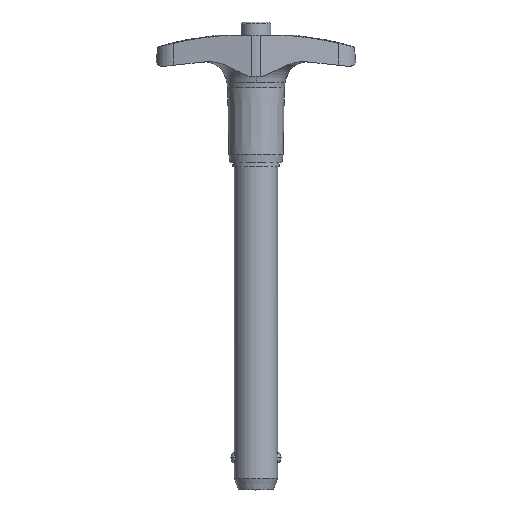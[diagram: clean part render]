
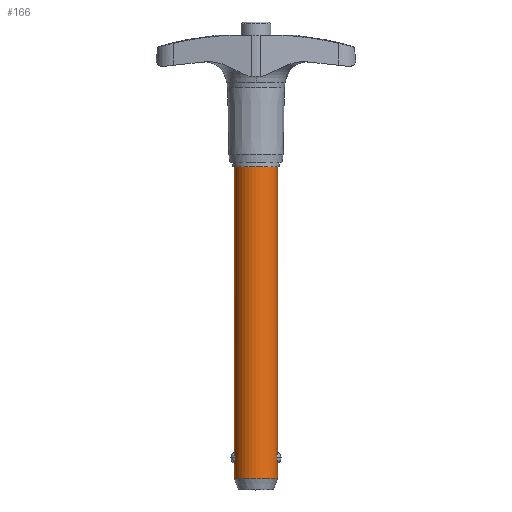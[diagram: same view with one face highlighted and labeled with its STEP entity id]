
A CAD part, top view. The second image highlights one B-rep face of the part: STEP entity #166.
In plain terms, the highlighted cylindrical face has radius 5.556 mm (diameter 11.113 mm), a partial arc.
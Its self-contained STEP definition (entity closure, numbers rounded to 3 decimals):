
#166=ADVANCED_FACE('',(#368),#369,.T.);
#368=FACE_OUTER_BOUND('',#603,.T.);
#369=CYLINDRICAL_SURFACE('',#604,5.556);
#603=EDGE_LOOP('',(#1052,#1053,#1054,#1055,#1056,#1057,#1058,#1059,#1060,#1061));
#604=AXIS2_PLACEMENT_3D('',#1062,#1063,#1064);
#1052=ORIENTED_EDGE('',*,*,#1621,.T.);
#1053=ORIENTED_EDGE('',*,*,#1622,.T.);
#1054=ORIENTED_EDGE('',*,*,#1564,.T.);
#1055=ORIENTED_EDGE('',*,*,#1623,.T.);
#1056=ORIENTED_EDGE('',*,*,#1624,.F.);
#1057=ORIENTED_EDGE('',*,*,#1625,.T.);
#1058=ORIENTED_EDGE('',*,*,#1545,.T.);
#1059=ORIENTED_EDGE('',*,*,#1626,.T.);
#1060=ORIENTED_EDGE('',*,*,#1627,.T.);
#1061=ORIENTED_EDGE('',*,*,#1486,.T.);
#1062=CARTESIAN_POINT('',(0.0,-41.656,0.0));
#1063=DIRECTION('',(-0.0,1.0,0.0));
#1064=DIRECTION('',(1.0,0.0,0.0));
#1486=EDGE_CURVE('',#1806,#1804,#1807,.T.);
#1545=EDGE_CURVE('',#1904,#1901,#1905,.T.);
#1564=EDGE_CURVE('',#1932,#1934,#1936,.T.);
#1621=EDGE_CURVE('',#1804,#2019,#2020,.T.);
#1622=EDGE_CURVE('',#2019,#1932,#2021,.T.);
#1623=EDGE_CURVE('',#1934,#2022,#2023,.T.);
#1624=EDGE_CURVE('',#2024,#2022,#2025,.T.);
#1625=EDGE_CURVE('',#2024,#1904,#2026,.T.);
#1626=EDGE_CURVE('',#1901,#2027,#2028,.T.);
#1627=EDGE_CURVE('',#2027,#1806,#2029,.T.);
#1804=VERTEX_POINT('',#2458);
#1806=VERTEX_POINT('',#2461);
#1807=CIRCLE('',#2462,5.556);
#1901=VERTEX_POINT('',#2720);
#1904=VERTEX_POINT('',#2723);
#1905=B_SPLINE_CURVE_WITH_KNOTS('',3,(#2724,#2725,#2726,#2727,#2728,#2729,#2730,#2731,#2732,#2733,#2734,#2735,#2736,#2737),.UNSPECIFIED.,.F.,.F.,(4,2,2,2,2,2,4),(6.359,6.724,7.09,7.309,7.529,8.003,8.478),.UNSPECIFIED.);
#1932=VERTEX_POINT('',#2885);
#1934=VERTEX_POINT('',#2887);
#1936=B_SPLINE_CURVE_WITH_KNOTS('',3,(#2902,#2903,#2904,#2905,#2906,#2907,#2908,#2909,#2910,#2911,#2912,#2913,#2914,#2915),.UNSPECIFIED.,.F.,.F.,(4,2,2,2,2,2,4),(4.239,4.714,5.188,5.408,5.627,5.993,6.359),.UNSPECIFIED.);
#2019=VERTEX_POINT('',#3177);
#2020=LINE('',#3178,#3179);
#2021=B_SPLINE_CURVE_WITH_KNOTS('',3,(#3180,#3181,#3182,#3183,#3184,#3185,#3186,#3187,#3188,#3189,#3190,#3191,#3192,#3193),.UNSPECIFIED.,.F.,.F.,(4,2,2,2,2,2,4),(2.12,2.485,2.851,3.07,3.29,3.764,4.239),.UNSPECIFIED.);
#2022=VERTEX_POINT('',#3194);
#2023=LINE('',#3195,#3196);
#2024=VERTEX_POINT('',#3197);
#2025=CIRCLE('',#3198,5.556);
#2026=LINE('',#3199,#3200);
#2027=VERTEX_POINT('',#3201);
#2028=B_SPLINE_CURVE_WITH_KNOTS('',3,(#3202,#3203,#3204,#3205,#3206,#3207,#3208,#3209,#3210,#3211,#3212,#3213,#3214,#3215),.UNSPECIFIED.,.F.,.F.,(4,2,2,2,2,2,4),(0.0,0.475,0.949,1.169,1.388,1.754,2.12),.UNSPECIFIED.);
#2029=LINE('',#3216,#3217);
#2458=CARTESIAN_POINT('',(5.556,-80.416,0.0));
#2461=CARTESIAN_POINT('',(-5.556,-80.416,0.));
#2462=AXIS2_PLACEMENT_3D('',#3970,#3971,#3972);
#2720=CARTESIAN_POINT('',(-5.365,-75.038,1.446));
#2723=CARTESIAN_POINT('',(-5.556,-73.66,0.));
#2724=CARTESIAN_POINT('',(-5.556,-73.66,0.));
#2725=CARTESIAN_POINT('',(-5.556,-73.66,0.122));
#2726=CARTESIAN_POINT('',(-5.552,-73.675,0.254));
#2727=CARTESIAN_POINT('',(-5.534,-73.741,0.509));
#2728=CARTESIAN_POINT('',(-5.521,-73.791,0.632));
#2729=CARTESIAN_POINT('',(-5.499,-73.886,0.801));
#2730=CARTESIAN_POINT('',(-5.488,-73.93,0.868));
#2731=CARTESIAN_POINT('',(-5.467,-74.028,0.992));
#2732=CARTESIAN_POINT('',(-5.456,-74.083,1.049));
#2733=CARTESIAN_POINT('',(-5.426,-74.254,1.203));
#2734=CARTESIAN_POINT('',(-5.404,-74.398,1.294));
#2735=CARTESIAN_POINT('',(-5.373,-74.711,1.416));
#2736=CARTESIAN_POINT('',(-5.365,-74.88,1.446));
#2737=CARTESIAN_POINT('',(-5.365,-75.038,1.446));
#2885=CARTESIAN_POINT('',(5.365,-75.038,1.446));
#2887=CARTESIAN_POINT('',(5.556,-73.66,0.));
#2902=CARTESIAN_POINT('',(5.365,-75.038,1.446));
#2903=CARTESIAN_POINT('',(5.365,-74.88,1.446));
#2904=CARTESIAN_POINT('',(5.373,-74.711,1.416));
#2905=CARTESIAN_POINT('',(5.404,-74.398,1.294));
#2906=CARTESIAN_POINT('',(5.426,-74.254,1.203));
#2907=CARTESIAN_POINT('',(5.456,-74.083,1.049));
#2908=CARTESIAN_POINT('',(5.467,-74.028,0.992));
#2909=CARTESIAN_POINT('',(5.488,-73.93,0.868));
#2910=CARTESIAN_POINT('',(5.499,-73.886,0.801));
#2911=CARTESIAN_POINT('',(5.521,-73.791,0.632));
#2912=CARTESIAN_POINT('',(5.534,-73.741,0.509));
#2913=CARTESIAN_POINT('',(5.552,-73.675,0.254));
#2914=CARTESIAN_POINT('',(5.556,-73.66,0.122));
#2915=CARTESIAN_POINT('',(5.556,-73.66,0.));
#3177=CARTESIAN_POINT('',(5.556,-76.417,0.));
#3178=CARTESIAN_POINT('',(5.556,-41.656,0.));
#3179=VECTOR('',#4145,1.0);
#3180=CARTESIAN_POINT('',(5.556,-76.417,0.));
#3181=CARTESIAN_POINT('',(5.556,-76.417,0.122));
#3182=CARTESIAN_POINT('',(5.552,-76.401,0.254));
#3183=CARTESIAN_POINT('',(5.534,-76.336,0.509));
#3184=CARTESIAN_POINT('',(5.521,-76.285,0.632));
#3185=CARTESIAN_POINT('',(5.499,-76.191,0.801));
#3186=CARTESIAN_POINT('',(5.488,-76.147,0.868));
#3187=CARTESIAN_POINT('',(5.467,-76.048,0.992));
#3188=CARTESIAN_POINT('',(5.456,-75.993,1.049));
#3189=CARTESIAN_POINT('',(5.426,-75.823,1.203));
#3190=CARTESIAN_POINT('',(5.404,-75.679,1.294));
#3191=CARTESIAN_POINT('',(5.373,-75.365,1.416));
#3192=CARTESIAN_POINT('',(5.365,-75.196,1.446));
#3193=CARTESIAN_POINT('',(5.365,-75.038,1.446));
#3194=CARTESIAN_POINT('',(5.556,0.0,0.0));
#3195=CARTESIAN_POINT('',(5.556,-41.656,0.));
#3196=VECTOR('',#4146,1.0);
#3197=CARTESIAN_POINT('',(-5.556,0.0,0.));
#3198=AXIS2_PLACEMENT_3D('',#4147,#4148,#4149);
#3199=CARTESIAN_POINT('',(-5.556,-41.656,0.));
#3200=VECTOR('',#4150,1.0);
#3201=CARTESIAN_POINT('',(-5.556,-76.417,0.));
#3202=CARTESIAN_POINT('',(-5.365,-75.038,1.446));
#3203=CARTESIAN_POINT('',(-5.365,-75.196,1.446));
#3204=CARTESIAN_POINT('',(-5.373,-75.365,1.416));
#3205=CARTESIAN_POINT('',(-5.404,-75.679,1.294));
#3206=CARTESIAN_POINT('',(-5.426,-75.823,1.203));
#3207=CARTESIAN_POINT('',(-5.456,-75.993,1.049));
#3208=CARTESIAN_POINT('',(-5.467,-76.048,0.992));
#3209=CARTESIAN_POINT('',(-5.488,-76.147,0.868));
#3210=CARTESIAN_POINT('',(-5.499,-76.191,0.801));
#3211=CARTESIAN_POINT('',(-5.521,-76.285,0.632));
#3212=CARTESIAN_POINT('',(-5.534,-76.336,0.509));
#3213=CARTESIAN_POINT('',(-5.552,-76.401,0.254));
#3214=CARTESIAN_POINT('',(-5.556,-76.417,0.122));
#3215=CARTESIAN_POINT('',(-5.556,-76.417,0.));
#3216=CARTESIAN_POINT('',(-5.556,-41.656,0.));
#3217=VECTOR('',#4151,1.0);
#3970=CARTESIAN_POINT('',(0.0,-80.416,0.0));
#3971=DIRECTION('',(0.,1.0,0.0));
#3972=DIRECTION('',(1.0,0.,0.0));
#4145=DIRECTION('',(0.0,1.0,0.0));
#4146=DIRECTION('',(0.0,1.0,0.0));
#4147=CARTESIAN_POINT('',(0.0,0.0,0.0));
#4148=DIRECTION('',(-0.0,1.0,0.0));
#4149=DIRECTION('',(1.0,0.0,0.0));
#4150=DIRECTION('',(-0.0,-1.0,-0.0));
#4151=DIRECTION('',(-0.0,-1.0,-0.0));
